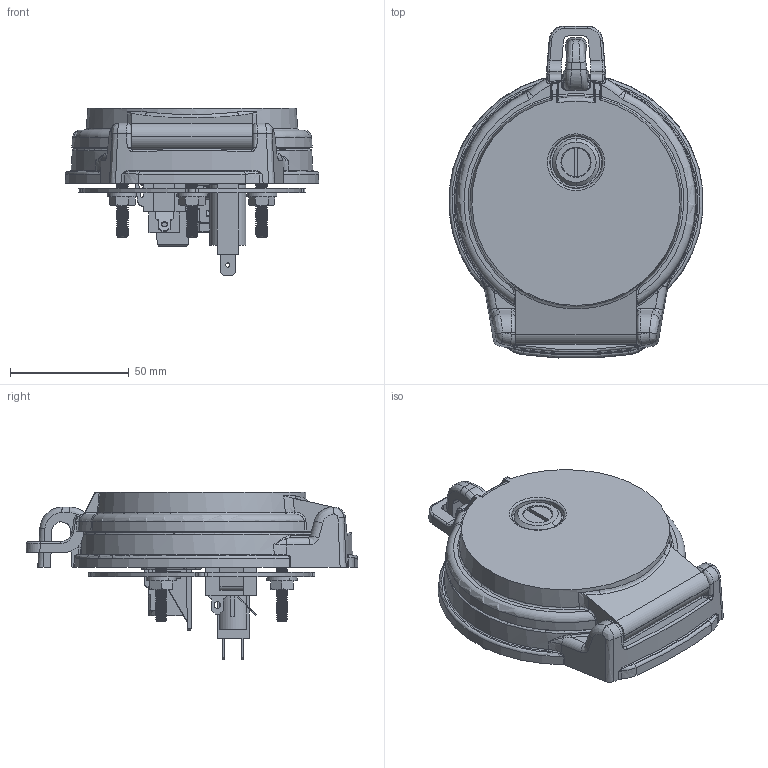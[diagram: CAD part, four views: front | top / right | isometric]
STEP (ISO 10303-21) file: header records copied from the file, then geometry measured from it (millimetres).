
FILE_DESCRIPTION(/* description */ (''),/* implementation_level */ '2;1');
FILE_NAME(/* name */ 'DAP3BC-S3-6.stp',/* time_stamp */ '2019-05-08T08:11:49-05:00',/* author */ (''),/* organization */ (''),/* preprocessor_version */ 'ST-DEVELOPER v16',/* originating_system */ 'SIEMENS PLM Software NX 11.0',/* authorisation */ '');
FILE_SCHEMA (('AP203_CONFIGURATION_CONTROLLED_3D_DESIGN_OF_MECHANICAL_PARTS_AND_ASSEMBLIES_MIM_LF { 1 0 10303 403 2 1 2}'));
Products named in the file (1): djsl2EFC777F6s9w
Bounding box: 106.8 x 139.67 x 70.59 mm (x, y, z)
Volume: 311561.8 mm3; surface area: 73403.9 mm2
Topology: 6 solids, 11 shells, 2124 faces, 5873 edges, 3791 vertices
Faces by surface type: plane 1059, cylinder 689, bspline 191, cone 82, extrusion 51, torus 38, sphere 14
Full cylindrical faces by diameter (mm): 1.778 x2, 2.794 x3, 5.22 x3
Entity records: 89411 total; most frequent: CARTESIAN_POINT 37076, ORIENTED_EDGE 11672, DIRECTION 9760, EDGE_CURVE 5836, VERTEX_POINT 3787, VECTOR 3612, LINE 3561, AXIS2_PLACEMENT_3D 3074
